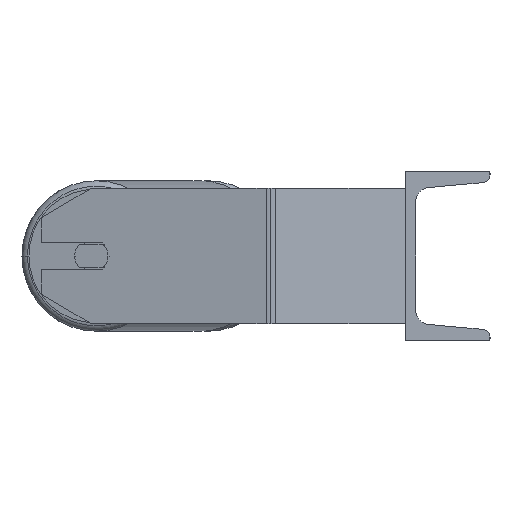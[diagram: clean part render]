
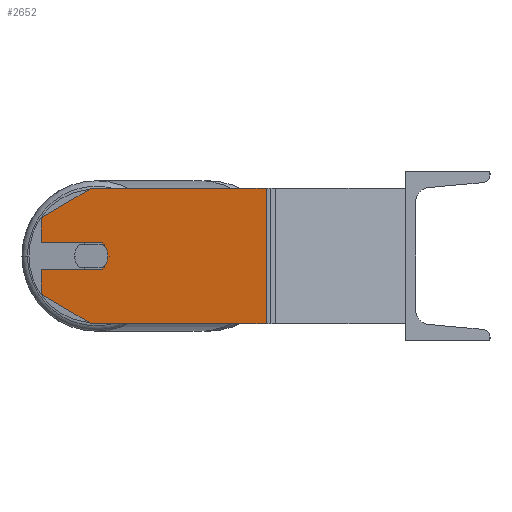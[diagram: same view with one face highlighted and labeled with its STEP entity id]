
A CAD part, left-side view. The second image highlights one B-rep face of the part: STEP entity #2652.
In plain terms, the highlighted planar face has unit normal (-0.985, 0.174, 0).
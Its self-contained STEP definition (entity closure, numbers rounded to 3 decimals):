
#185 = VECTOR ( 'NONE', #4122, 1000. ) ;
#189 = ORIENTED_EDGE ( 'NONE', *, *, #3639, .F. ) ;
#332 = EDGE_CURVE ( 'NONE', #7021, #5460, #5106, .T. ) ;
#385 = VERTEX_POINT ( 'NONE', #3844 ) ;
#434 = LINE ( 'NONE', #2594, #1651 ) ;
#461 = VECTOR ( 'NONE', #3669, 1000. ) ;
#720 = FACE_OUTER_BOUND ( 'NONE', #6105, .T. ) ;
#907 = VERTEX_POINT ( 'NONE', #2662 ) ;
#1077 = ORIENTED_EDGE ( 'NONE', *, *, #332, .T. ) ;
#1116 = DIRECTION ( 'NONE',  ( 0., 0., -1. ) ) ;
#1128 = CIRCLE ( 'NONE', #1279, 10. ) ;
#1279 = AXIS2_PLACEMENT_3D ( 'NONE', #8360, #3413, #2025 ) ;
#1494 = DIRECTION ( 'NONE',  ( -0.174, -0.985, 0. ) ) ;
#1611 = ORIENTED_EDGE ( 'NONE', *, *, #2398, .F. ) ;
#1651 = VECTOR ( 'NONE', #4028, 1000. ) ;
#1653 = ORIENTED_EDGE ( 'NONE', *, *, #9147, .T. ) ;
#1862 = VECTOR ( 'NONE', #5822, 1000. ) ;
#1866 = CARTESIAN_POINT ( 'NONE',  ( -581.372, 179.848, -8. ) ) ;
#1867 = DIRECTION ( 'NONE',  ( -0.985, 0.174, 0. ) ) ;
#1936 = ORIENTED_EDGE ( 'NONE', *, *, #2112, .F. ) ;
#1982 = VECTOR ( 'NONE', #1494, 1000. ) ;
#2025 = DIRECTION ( 'NONE',  ( -0.174, -0.985, 0. ) ) ;
#2112 = EDGE_CURVE ( 'NONE', #7021, #5533, #3585, .T. ) ;
#2185 = CARTESIAN_POINT ( 'NONE',  ( -575.121, 215.301, 40. ) ) ;
#2217 = CARTESIAN_POINT ( 'NONE',  ( -575.121, 215.301, -40. ) ) ;
#2398 = EDGE_CURVE ( 'NONE', #4195, #4238, #8430, .T. ) ;
#2594 = CARTESIAN_POINT ( 'NONE',  ( -580.33, 185.757, -40. ) ) ;
#2652 = ADVANCED_FACE ( 'NONE', ( #720 ), #4087, .F. ) ;
#2662 = CARTESIAN_POINT ( 'NONE',  ( -575.121, 215.301, 8. ) ) ;
#2728 = EDGE_CURVE ( 'NONE', #5460, #907, #5709, .T. ) ;
#2938 = EDGE_CURVE ( 'NONE', #5533, #7514, #3112, .T. ) ;
#2944 = DIRECTION ( 'NONE',  ( 0.174, 0.985, 0. ) ) ;
#2960 = CARTESIAN_POINT ( 'NONE',  ( -598.552, 82.416, 40. ) ) ;
#3040 = CARTESIAN_POINT ( 'NONE',  ( -575.121, 215.301, 40. ) ) ;
#3112 = LINE ( 'NONE', #3840, #5192 ) ;
#3327 = ORIENTED_EDGE ( 'NONE', *, *, #2938, .F. ) ;
#3339 = CARTESIAN_POINT ( 'NONE',  ( -581.372, 179.848, 8. ) ) ;
#3413 = DIRECTION ( 'NONE',  ( -0.985, 0.174, 0. ) ) ;
#3576 = CARTESIAN_POINT ( 'NONE',  ( -575.121, 215.301, 22.679 ) ) ;
#3585 = LINE ( 'NONE', #9049, #7980 ) ;
#3639 = EDGE_CURVE ( 'NONE', #7306, #4195, #1128, .T. ) ;
#3669 = DIRECTION ( 'NONE',  ( 0., 0., -1. ) ) ;
#3840 = CARTESIAN_POINT ( 'NONE',  ( -598.552, 82.416, 40. ) ) ;
#3844 = CARTESIAN_POINT ( 'NONE',  ( -580.33, 185.757, -40. ) ) ;
#4028 = DIRECTION ( 'NONE',  ( -0.15, -0.853, -0.5 ) ) ;
#4087 = PLANE ( 'NONE',  #5034 ) ;
#4122 = DIRECTION ( 'NONE',  ( -0.174, -0.985, 0. ) ) ;
#4184 = CARTESIAN_POINT ( 'NONE',  ( -575.121, 215.301, -8. ) ) ;
#4195 = VERTEX_POINT ( 'NONE', #5623 ) ;
#4238 = VERTEX_POINT ( 'NONE', #3339 ) ;
#4357 = CARTESIAN_POINT ( 'NONE',  ( -581.372, 179.848, -8. ) ) ;
#4641 = CARTESIAN_POINT ( 'NONE',  ( -575.121, 215.301, -22.679 ) ) ;
#4651 = ORIENTED_EDGE ( 'NONE', *, *, #2728, .T. ) ;
#5034 = AXIS2_PLACEMENT_3D ( 'NONE', #8295, #6905, #6220 ) ;
#5106 = LINE ( 'NONE', #3576, #8999 ) ;
#5191 = ORIENTED_EDGE ( 'NONE', *, *, #5218, .T. ) ;
#5192 = VECTOR ( 'NONE', #1116, 1000. ) ;
#5218 = EDGE_CURVE ( 'NONE', #6704, #385, #434, .T. ) ;
#5407 = EDGE_CURVE ( 'NONE', #385, #7514, #5565, .T. ) ;
#5460 = VERTEX_POINT ( 'NONE', #9120 ) ;
#5506 = ORIENTED_EDGE ( 'NONE', *, *, #6023, .F. ) ;
#5533 = VERTEX_POINT ( 'NONE', #2960 ) ;
#5565 = LINE ( 'NONE', #2217, #185 ) ;
#5623 = CARTESIAN_POINT ( 'NONE',  ( -582.067, 175.909, 0. ) ) ;
#5708 = LINE ( 'NONE', #4357, #1982 ) ;
#5709 = LINE ( 'NONE', #2185, #461 ) ;
#5822 = DIRECTION ( 'NONE',  ( 0., 0., -1. ) ) ;
#6023 = EDGE_CURVE ( 'NONE', #4238, #907, #7149, .T. ) ;
#6039 = CARTESIAN_POINT ( 'NONE',  ( -575.121, 215.301, 8. ) ) ;
#6105 = EDGE_LOOP ( 'NONE', ( #1653, #5191, #7343, #3327, #1936, #1077, #4651, #5506, #1611, #189, #7402 ) ) ;
#6220 = DIRECTION ( 'NONE',  ( 0.174, 0.985, 0. ) ) ;
#6460 = CARTESIAN_POINT ( 'NONE',  ( -580.33, 185.757, 40. ) ) ;
#6704 = VERTEX_POINT ( 'NONE', #4641 ) ;
#6905 = DIRECTION ( 'NONE',  ( 0.985, -0.174, 0. ) ) ;
#7021 = VERTEX_POINT ( 'NONE', #6460 ) ;
#7149 = LINE ( 'NONE', #6039, #8161 ) ;
#7306 = VERTEX_POINT ( 'NONE', #1866 ) ;
#7343 = ORIENTED_EDGE ( 'NONE', *, *, #5407, .T. ) ;
#7402 = ORIENTED_EDGE ( 'NONE', *, *, #7427, .F. ) ;
#7427 = EDGE_CURVE ( 'NONE', #8567, #7306, #5708, .T. ) ;
#7514 = VERTEX_POINT ( 'NONE', #8096 ) ;
#7653 = DIRECTION ( 'NONE',  ( -0.174, -0.985, 0. ) ) ;
#7980 = VECTOR ( 'NONE', #7653, 1000. ) ;
#8096 = CARTESIAN_POINT ( 'NONE',  ( -598.552, 82.416, -40. ) ) ;
#8107 = DIRECTION ( 'NONE',  ( -0.174, -0.985, 0. ) ) ;
#8161 = VECTOR ( 'NONE', #2944, 1000. ) ;
#8295 = CARTESIAN_POINT ( 'NONE',  ( -575.121, 215.301, 40. ) ) ;
#8360 = CARTESIAN_POINT ( 'NONE',  ( -580.33, 185.757, 0. ) ) ;
#8430 = CIRCLE ( 'NONE', #9030, 10. ) ;
#8483 = DIRECTION ( 'NONE',  ( 0.15, 0.853, -0.5 ) ) ;
#8567 = VERTEX_POINT ( 'NONE', #4184 ) ;
#8684 = LINE ( 'NONE', #3040, #1862 ) ;
#8852 = CARTESIAN_POINT ( 'NONE',  ( -580.33, 185.757, 0. ) ) ;
#8999 = VECTOR ( 'NONE', #8483, 1000. ) ;
#9030 = AXIS2_PLACEMENT_3D ( 'NONE', #8852, #1867, #8107 ) ;
#9049 = CARTESIAN_POINT ( 'NONE',  ( -575.121, 215.301, 40. ) ) ;
#9120 = CARTESIAN_POINT ( 'NONE',  ( -575.121, 215.301, 22.679 ) ) ;
#9147 = EDGE_CURVE ( 'NONE', #8567, #6704, #8684, .T. ) ;
